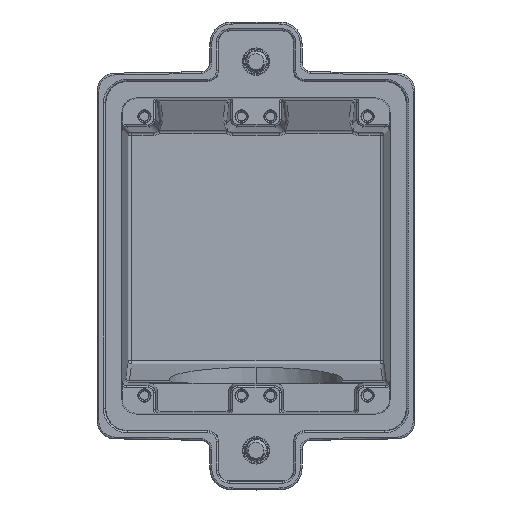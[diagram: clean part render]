
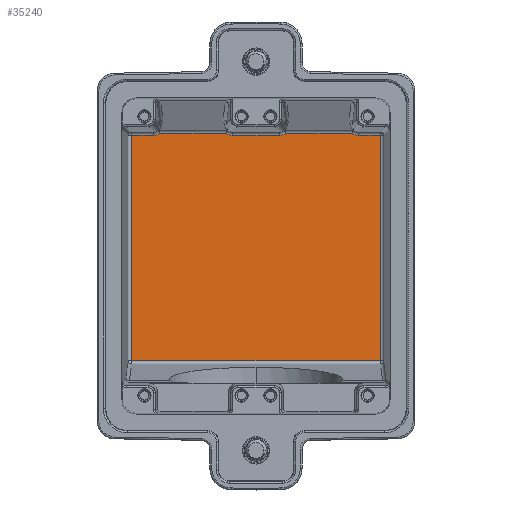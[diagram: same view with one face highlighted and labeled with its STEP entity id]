
A CAD part, front view. The second image highlights one B-rep face of the part: STEP entity #35240.
In plain terms, the highlighted planar face has unit normal (0, -1, 0).
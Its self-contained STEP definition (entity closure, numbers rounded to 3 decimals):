
#7740=DIRECTION('',(1.,0.,0.));
#7741=VECTOR('',#7740,69.148);
#7742=CARTESIAN_POINT('',(-34.574,132.,-29.031));
#7743=LINE('',#7742,#7741);
#7763=DIRECTION('',(0.,0.,-1.));
#7764=VECTOR('',#7763,62.516);
#7765=CARTESIAN_POINT('',(-34.574,132.,33.485));
#7766=LINE('',#7765,#7764);
#11656=DIRECTION('',(0.,0.,1.));
#11657=VECTOR('',#11656,62.516);
#11658=CARTESIAN_POINT('',(34.574,132.,-29.031));
#11659=LINE('',#11658,#11657);
#11664=CARTESIAN_POINT('',(26.69,132.,34.081));
#11665=CARTESIAN_POINT('',(26.864,132.,33.951));
#11666=CARTESIAN_POINT('',(27.23,132.,33.735));
#11667=CARTESIAN_POINT('',(27.845,132.,33.53));
#11668=CARTESIAN_POINT('',(28.267,132.,33.485));
#11669=CARTESIAN_POINT('',(28.484,132.,33.485));
#11675=DIRECTION('',(-1.,0.,0.));
#11676=VECTOR('',#11675,6.09);
#11677=CARTESIAN_POINT('',(-28.484,132.,
33.485));
#11678=LINE('',#11677,#11676);
#11932=DIRECTION('',(-1.,0.,0.));
#11933=VECTOR('',#11932,6.09);
#11934=CARTESIAN_POINT('',(34.574,132.,33.485));
#11935=LINE('',#11934,#11933);
#11940=DIRECTION('',(-1.,0.,0.));
#11941=VECTOR('',#11940,18.38);
#11942=CARTESIAN_POINT('',(26.69,132.,34.081));
#11943=LINE('',#11942,#11941);
#12025=DIRECTION('',(-1.,0.,0.));
#12026=VECTOR('',#12025,13.031);
#12027=CARTESIAN_POINT('',(6.516,132.,33.485));
#12028=LINE('',#12027,#12026);
#12033=CARTESIAN_POINT('',(-6.516,132.,
33.485));
#12034=CARTESIAN_POINT('',(-6.734,132.,
33.485));
#12035=CARTESIAN_POINT('',(-7.158,132.,
33.531));
#12036=CARTESIAN_POINT('',(-7.773,132.,
33.736));
#12037=CARTESIAN_POINT('',(-8.137,132.,
33.951));
#12038=CARTESIAN_POINT('',(-8.31,132.,
34.081));
#12447=DIRECTION('',(-1.,0.,0.));
#12448=VECTOR('',#12447,18.38);
#12449=CARTESIAN_POINT('',(-8.31,132.,
34.081));
#12450=LINE('',#12449,#12448);
#12451=CARTESIAN_POINT('',(-26.69,132.,
34.081));
#12452=CARTESIAN_POINT('',(-26.863,132.,
33.951));
#12453=CARTESIAN_POINT('',(-27.227,132.,
33.736));
#12454=CARTESIAN_POINT('',(-27.842,132.,
33.531));
#12455=CARTESIAN_POINT('',(-28.266,132.,
33.485));
#12456=CARTESIAN_POINT('',(-28.484,132.,
33.485));
#12463=CARTESIAN_POINT('',(8.31,132.,34.081));
#12464=CARTESIAN_POINT('',(8.137,132.,33.951));
#12465=CARTESIAN_POINT('',(7.773,132.,33.736));
#12466=CARTESIAN_POINT('',(7.158,132.,33.531));
#12467=CARTESIAN_POINT('',(6.734,132.,33.485));
#12468=CARTESIAN_POINT('',(6.516,132.,33.485));
#15824=CARTESIAN_POINT('',(-34.574,132.,-29.031));
#15825=VERTEX_POINT('',#15824);
#15826=CARTESIAN_POINT('',(-34.574,132.,33.485));
#15827=VERTEX_POINT('',#15826);
#16007=CARTESIAN_POINT('',(34.574,132.,-29.031));
#16008=VERTEX_POINT('',#16007);
#16009=CARTESIAN_POINT('',(34.574,132.,33.485));
#16010=VERTEX_POINT('',#16009);
#16011=CARTESIAN_POINT('',(-28.484,132.,
33.485));
#16012=VERTEX_POINT('',#16011);
#16013=VERTEX_POINT('',#12451);
#16014=CARTESIAN_POINT('',(-8.31,132.,
34.081));
#16015=VERTEX_POINT('',#16014);
#16016=VERTEX_POINT('',#12033);
#16017=CARTESIAN_POINT('',(6.516,132.,33.485));
#16018=VERTEX_POINT('',#16017);
#16019=VERTEX_POINT('',#12463);
#16020=CARTESIAN_POINT('',(26.69,132.,34.081));
#16021=VERTEX_POINT('',#16020);
#16022=VERTEX_POINT('',#11669);
#35212=CARTESIAN_POINT('',(0.,132.,2.525));
#35213=DIRECTION('',(0.,1.,0.));
#35214=DIRECTION('',(0.,0.,1.));
#35215=AXIS2_PLACEMENT_3D('',#35212,#35213,#35214);
#35216=PLANE('',#35215);
#35217=ORIENTED_EDGE('',*,*,#29253,.F.);
#35218=ORIENTED_EDGE('',*,*,#29280,.F.);
#35220=ORIENTED_EDGE('',*,*,#35219,.F.);
#35222=ORIENTED_EDGE('',*,*,#35221,.F.);
#35224=ORIENTED_EDGE('',*,*,#35223,.F.);
#35226=ORIENTED_EDGE('',*,*,#35225,.F.);
#35228=ORIENTED_EDGE('',*,*,#35227,.F.);
#35230=ORIENTED_EDGE('',*,*,#35229,.F.);
#35232=ORIENTED_EDGE('',*,*,#35231,.F.);
#35234=ORIENTED_EDGE('',*,*,#35233,.T.);
#35236=ORIENTED_EDGE('',*,*,#35235,.F.);
#35237=ORIENTED_EDGE('',*,*,#35205,.F.);
#35238=EDGE_LOOP('',(#35217,#35218,#35220,#35222,#35224,#35226,#35228,#35230,
#35232,#35234,#35236,#35237));
#35239=FACE_OUTER_BOUND('',#35238,.F.);
#35240=ADVANCED_FACE('',(#35239),#35216,.F.);
#11670=B_SPLINE_CURVE_WITH_KNOTS('',3,(#11664,#11665,#11666,#11667,#11668,
#11669),.UNSPECIFIED.,.F.,.F.,(4,1,1,4),(0.,0.333,
0.667,1.),.UNSPECIFIED.);
#12039=B_SPLINE_CURVE_WITH_KNOTS('',3,(#12033,#12034,#12035,#12036,#12037,
#12038),.UNSPECIFIED.,.F.,.F.,(4,1,1,4),(0.,0.333,
0.667,1.),.UNSPECIFIED.);
#12457=B_SPLINE_CURVE_WITH_KNOTS('',3,(#12451,#12452,#12453,#12454,#12455,
#12456),.UNSPECIFIED.,.F.,.F.,(4,1,1,4),(0.,0.333,
0.667,1.),.UNSPECIFIED.);
#12469=B_SPLINE_CURVE_WITH_KNOTS('',3,(#12463,#12464,#12465,#12466,#12467,
#12468),.UNSPECIFIED.,.F.,.F.,(4,1,1,4),(0.,0.333,
0.667,1.),.UNSPECIFIED.);
#29253=EDGE_CURVE('',#15825,#16008,#7743,.T.);
#29280=EDGE_CURVE('',#15827,#15825,#7766,.T.);
#35205=EDGE_CURVE('',#16008,#16010,#11659,.T.);
#35219=EDGE_CURVE('',#16012,#15827,#11678,.T.);
#35221=EDGE_CURVE('',#16013,#16012,#12457,.T.);
#35223=EDGE_CURVE('',#16015,#16013,#12450,.T.);
#35225=EDGE_CURVE('',#16016,#16015,#12039,.T.);
#35227=EDGE_CURVE('',#16018,#16016,#12028,.T.);
#35229=EDGE_CURVE('',#16019,#16018,#12469,.T.);
#35231=EDGE_CURVE('',#16021,#16019,#11943,.T.);
#35233=EDGE_CURVE('',#16021,#16022,#11670,.T.);
#35235=EDGE_CURVE('',#16010,#16022,#11935,.T.);
